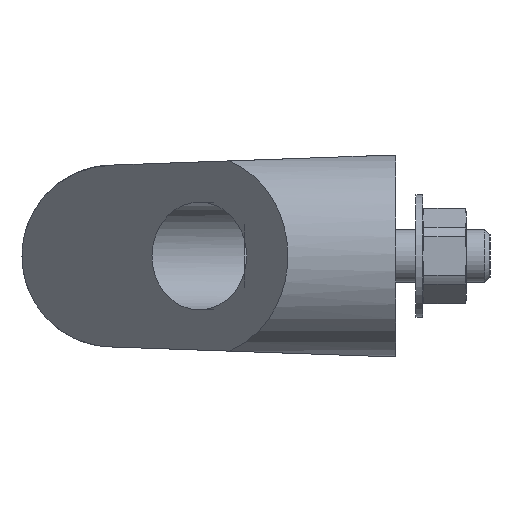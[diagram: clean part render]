
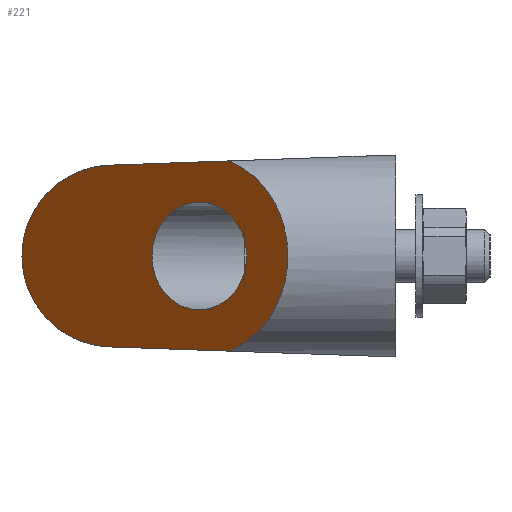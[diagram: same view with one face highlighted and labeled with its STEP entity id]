
A CAD part, left-side view. The second image highlights one B-rep face of the part: STEP entity #221.
In plain terms, the highlighted planar face has unit normal (-0.66, 0.751, 0).
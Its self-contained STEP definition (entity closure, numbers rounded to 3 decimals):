
#221 = ADVANCED_FACE( '', ( #573, #574 ), #575, .T. );
#573 = FACE_BOUND( '', #1082, .T. );
#574 = FACE_OUTER_BOUND( '', #1083, .T. );
#575 = PLANE( '', #1084 );
#1082 = EDGE_LOOP( '', ( #1703 ) );
#1083 = EDGE_LOOP( '', ( #1704, #1705, #1706, #1707, #1708, #1709, #1710, #1711 ) );
#1084 = AXIS2_PLACEMENT_3D( '', #1712, #1713, #1714 );
#1703 = ORIENTED_EDGE( '', *, *, #2912, .T. );
#1704 = ORIENTED_EDGE( '', *, *, #2913, .T. );
#1705 = ORIENTED_EDGE( '', *, *, #2914, .T. );
#1706 = ORIENTED_EDGE( '', *, *, #2915, .T. );
#1707 = ORIENTED_EDGE( '', *, *, #2916, .F. );
#1708 = ORIENTED_EDGE( '', *, *, #2917, .T. );
#1709 = ORIENTED_EDGE( '', *, *, #2918, .F. );
#1710 = ORIENTED_EDGE( '', *, *, #2919, .T. );
#1711 = ORIENTED_EDGE( '', *, *, #2920, .T. );
#1712 = CARTESIAN_POINT( '', ( -15.01, 16.01, 50. ) );
#1713 = DIRECTION( '', ( -0.66, 0.752, 0. ) );
#1714 = DIRECTION( '', ( -0.752, -0.66, 0. ) );
#2912 = EDGE_CURVE( '', #3485, #3485, #3486, .F. );
#2913 = EDGE_CURVE( '', #3487, #3488, #3489, .T. );
#2914 = EDGE_CURVE( '', #3488, #3490, #3491, .T. );
#2915 = EDGE_CURVE( '', #3490, #3492, #3493, .T. );
#2916 = EDGE_CURVE( '', #3494, #3492, #3495, .T. );
#2917 = EDGE_CURVE( '', #3494, #3496, #3497, .T. );
#2918 = EDGE_CURVE( '', #3498, #3496, #3499, .T. );
#2919 = EDGE_CURVE( '', #3498, #3500, #3501, .T. );
#2920 = EDGE_CURVE( '', #3500, #3487, #3502, .T. );
#3485 = VERTEX_POINT( '', #4293 );
#3486 = ELLIPSE( '', #4294, 10.645, 8. );
#3487 = VERTEX_POINT( '', #4295 );
#3488 = VERTEX_POINT( '', #4296 );
#3489 = ELLIPSE( '', #4297, 19.959, 15. );
#3490 = VERTEX_POINT( '', #4298 );
#3491 = LINE( '', #4299, #4300 );
#3492 = VERTEX_POINT( '', #4301 );
#3493 = LINE( '', #4302, #4303 );
#3494 = VERTEX_POINT( '', #4304 );
#3495 = LINE( '', #4305, #4306 );
#3496 = VERTEX_POINT( '', #4307 );
#3497 = ELLIPSE( '', #4308, 20.464, 13.5 );
#3498 = VERTEX_POINT( '', #4309 );
#3499 = LINE( '', #4310, #4311 );
#3500 = VERTEX_POINT( '', #4312 );
#3501 = LINE( '', #4313, #4314 );
#3502 = LINE( '', #4315, #4316 );
#4293 = CARTESIAN_POINT( '', ( -8.01, 22.154, 0. ) );
#4294 = AXIS2_PLACEMENT_3D( '', #5167, #5168, #5169 );
#4295 = CARTESIAN_POINT( '', ( -5.068, 24.737, -14.118 ) );
#4296 = CARTESIAN_POINT( '', ( -5.047, 24.755, 14.125 ) );
#4297 = AXIS2_PLACEMENT_3D( '', #5170, #5171, #5172 );
#4298 = CARTESIAN_POINT( '', ( 14.587, 41.99, 13.51 ) );
#4299 = CARTESIAN_POINT( '', ( -15.639, 15.458, 14.457 ) );
#4300 = VECTOR( '', #5173, 1000. );
#4301 = CARTESIAN_POINT( '', ( 14.599, 42., 13.51 ) );
#4302 = CARTESIAN_POINT( '', ( -15.01, 16.01, 13.51 ) );
#4303 = VECTOR( '', #5174, 1000. );
#4304 = CARTESIAN_POINT( '', ( 14.599, 42., 13.5 ) );
#4305 = CARTESIAN_POINT( '', ( 14.599, 42., 0. ) );
#4306 = VECTOR( '', #5175, 1000. );
#4307 = CARTESIAN_POINT( '', ( 14.599, 42., -13.5 ) );
#4308 = AXIS2_PLACEMENT_3D( '', #5176, #5177, #5178 );
#4309 = CARTESIAN_POINT( '', ( 14.599, 42., -13.51 ) );
#4310 = CARTESIAN_POINT( '', ( 14.599, 42., 0. ) );
#4311 = VECTOR( '', #5179, 1000. );
#4312 = CARTESIAN_POINT( '', ( 14.587, 41.99, -13.51 ) );
#4313 = CARTESIAN_POINT( '', ( -15.01, 16.01, -13.51 ) );
#4314 = VECTOR( '', #5180, 1000. );
#4315 = CARTESIAN_POINT( '', ( -13.885, 16.997, -14.39 ) );
#4316 = VECTOR( '', #5181, 1000. );
#5167 = CARTESIAN_POINT( '', ( -0.01, 29.177, 0. ) );
#5168 = DIRECTION( '', ( -0.66, 0.752, 0. ) );
#5169 = DIRECTION( '', ( -0.752, -0.66, 0. ) );
#5170 = CARTESIAN_POINT( '', ( 0., 29.185, 0. ) );
#5171 = DIRECTION( '', ( -0.66, 0.752, 0. ) );
#5172 = DIRECTION( '', ( -0.752, -0.66, 0. ) );
#5173 = DIRECTION( '', ( 0.751, 0.66, -0.024 ) );
#5174 = DIRECTION( '', ( 0.752, 0.66, 0. ) );
#5175 = DIRECTION( '', ( 0., 0., 1. ) );
#5176 = CARTESIAN_POINT( '', ( 14.599, 42., 0. ) );
#5177 = DIRECTION( '', ( -0.66, 0.752, 0. ) );
#5178 = DIRECTION( '', ( 0.752, 0.66, 0. ) );
#5179 = DIRECTION( '', ( 0., 0., 1. ) );
#5180 = DIRECTION( '', ( -0.752, -0.66, 0. ) );
#5181 = DIRECTION( '', ( -0.751, -0.66, -0.023 ) );
